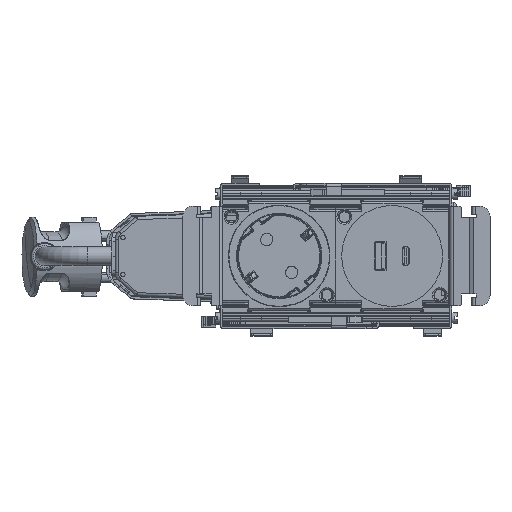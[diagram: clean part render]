
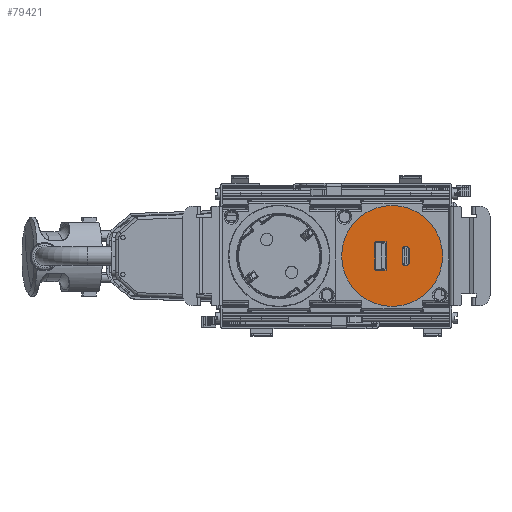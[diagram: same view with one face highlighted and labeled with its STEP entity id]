
A CAD part, top view. The second image highlights one B-rep face of the part: STEP entity #79421.
In plain terms, the highlighted planar face has unit normal (0, 0, 1).
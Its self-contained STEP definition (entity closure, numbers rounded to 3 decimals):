
#78840=AXIS2_PLACEMENT_3D('Circle Axis2P3D',#78838,#78839,$) ;
#78950=AXIS2_PLACEMENT_3D('Circle Axis2P3D',#78948,#78949,$) ;
#79060=AXIS2_PLACEMENT_3D('Circle Axis2P3D',#79058,#79059,$) ;
#79154=AXIS2_PLACEMENT_3D('Circle Axis2P3D',#79152,#79153,$) ;
#79180=AXIS2_PLACEMENT_3D('Circle Axis2P3D',#79178,#79179,$) ;
#79206=AXIS2_PLACEMENT_3D('Circle Axis2P3D',#79204,#79205,$) ;
#79339=AXIS2_PLACEMENT_3D('Plane Axis2P3D',#79336,#79337,#79338) ;
#79347=AXIS2_PLACEMENT_3D('Circle Axis2P3D',#79345,#79346,$) ;
#79363=AXIS2_PLACEMENT_3D('Circle Axis2P3D',#79361,#79362,$) ;
#79377=AXIS2_PLACEMENT_3D('Circle Axis2P3D',#79375,#79376,$) ;
#79391=AXIS2_PLACEMENT_3D('Circle Axis2P3D',#79389,#79390,$) ;
#78773=CARTESIAN_POINT('Vertex',(56.122,6.1,86.956)) ;
#78776=CARTESIAN_POINT('Line Origine',(56.122,0.,86.956)) ;
#78780=CARTESIAN_POINT('Vertex',(56.122,-6.1,86.956)) ;
#78835=CARTESIAN_POINT('Vertex',(56.522,6.5,86.956)) ;
#78838=CARTESIAN_POINT('Axis2P3D Location',(56.522,6.1,86.956)) ;
#78890=CARTESIAN_POINT('Vertex',(61.322,6.5,86.956)) ;
#78893=CARTESIAN_POINT('Line Origine',(64.122,6.5,86.956)) ;
#78945=CARTESIAN_POINT('Vertex',(61.722,6.1,86.956)) ;
#78948=CARTESIAN_POINT('Axis2P3D Location',(61.322,6.1,86.956)) ;
#79000=CARTESIAN_POINT('Vertex',(61.722,-6.1,86.956)) ;
#79003=CARTESIAN_POINT('Line Origine',(61.722,0.,86.956)) ;
#79055=CARTESIAN_POINT('Vertex',(61.322,-6.5,86.956)) ;
#79058=CARTESIAN_POINT('Axis2P3D Location',(61.322,-6.1,86.956)) ;
#79110=CARTESIAN_POINT('Vertex',(56.522,-6.5,86.956)) ;
#79113=CARTESIAN_POINT('Line Origine',(64.122,-6.5,86.956)) ;
#79152=CARTESIAN_POINT('Axis2P3D Location',(56.522,-6.1,86.956)) ;
#79173=CARTESIAN_POINT('Vertex',(40.872,0.,86.956)) ;
#79178=CARTESIAN_POINT('Axis2P3D Location',(64.122,0.,86.956)) ;
#79182=CARTESIAN_POINT('Vertex',(87.372,0.,86.956)) ;
#79204=CARTESIAN_POINT('Axis2P3D Location',(64.122,0.,86.956)) ;
#79336=CARTESIAN_POINT('Axis2P3D Location',(64.122,0.,86.956)) ;
#79345=CARTESIAN_POINT('Axis2P3D Location',(70.122,3.2,86.956)) ;
#79349=CARTESIAN_POINT('Vertex',(70.122,4.4,86.956)) ;
#79351=CARTESIAN_POINT('Vertex',(68.922,3.2,86.956)) ;
#79354=CARTESIAN_POINT('Line Origine',(70.422,4.4,86.956)) ;
#79358=CARTESIAN_POINT('Vertex',(70.722,4.4,86.956)) ;
#79361=CARTESIAN_POINT('Axis2P3D Location',(70.722,3.2,86.956)) ;
#79365=CARTESIAN_POINT('Vertex',(71.922,3.2,86.956)) ;
#79368=CARTESIAN_POINT('Line Origine',(71.922,0.,86.956)) ;
#79372=CARTESIAN_POINT('Vertex',(71.922,-3.2,86.956)) ;
#79375=CARTESIAN_POINT('Axis2P3D Location',(70.722,-3.2,86.956)) ;
#79379=CARTESIAN_POINT('Vertex',(70.722,-4.4,86.956)) ;
#79382=CARTESIAN_POINT('Line Origine',(70.422,-4.4,86.956)) ;
#79386=CARTESIAN_POINT('Vertex',(70.122,-4.4,86.956)) ;
#79389=CARTESIAN_POINT('Axis2P3D Location',(70.122,-3.2,86.956)) ;
#79393=CARTESIAN_POINT('Vertex',(68.922,-3.2,86.956)) ;
#79396=CARTESIAN_POINT('Line Origine',(68.922,0.,86.956)) ;
#78777=DIRECTION('Vector Direction',(0.,-1.,0.)) ;
#78839=DIRECTION('Axis2P3D Direction',(0.,0.,-1.)) ;
#78894=DIRECTION('Vector Direction',(-1.,0.,0.)) ;
#78949=DIRECTION('Axis2P3D Direction',(0.,0.,-1.)) ;
#79004=DIRECTION('Vector Direction',(0.,1.,0.)) ;
#79059=DIRECTION('Axis2P3D Direction',(0.,0.,-1.)) ;
#79114=DIRECTION('Vector Direction',(1.,0.,0.)) ;
#79153=DIRECTION('Axis2P3D Direction',(-0.,0.,-1.)) ;
#79179=DIRECTION('Axis2P3D Direction',(-0.,0.,-1.)) ;
#79205=DIRECTION('Axis2P3D Direction',(-0.,0.,-1.)) ;
#79337=DIRECTION('Axis2P3D Direction',(-0.,0.,-1.)) ;
#79338=DIRECTION('Axis2P3D XDirection',(-1.,0.,0.)) ;
#79346=DIRECTION('Axis2P3D Direction',(-0.,0.,-1.)) ;
#79355=DIRECTION('Vector Direction',(-1.,0.,0.)) ;
#79362=DIRECTION('Axis2P3D Direction',(-0.,0.,-1.)) ;
#79369=DIRECTION('Vector Direction',(0.,1.,0.)) ;
#79376=DIRECTION('Axis2P3D Direction',(-0.,0.,-1.)) ;
#79383=DIRECTION('Vector Direction',(1.,0.,0.)) ;
#79390=DIRECTION('Axis2P3D Direction',(-0.,0.,-1.)) ;
#79397=DIRECTION('Vector Direction',(0.,-1.,0.)) ;
#78778=VECTOR('Line Direction',#78777,1.) ;
#78895=VECTOR('Line Direction',#78894,1.) ;
#79005=VECTOR('Line Direction',#79004,1.) ;
#79115=VECTOR('Line Direction',#79114,1.) ;
#79356=VECTOR('Line Direction',#79355,1.) ;
#79370=VECTOR('Line Direction',#79369,1.) ;
#79384=VECTOR('Line Direction',#79383,1.) ;
#79398=VECTOR('Line Direction',#79397,1.) ;
#79342=ORIENTED_EDGE('',*,*,#79184,.F.) ;
#79343=ORIENTED_EDGE('',*,*,#79208,.F.) ;
#79402=ORIENTED_EDGE('',*,*,#79353,.F.) ;
#79403=ORIENTED_EDGE('',*,*,#79360,.F.) ;
#79404=ORIENTED_EDGE('',*,*,#79367,.F.) ;
#79405=ORIENTED_EDGE('',*,*,#79374,.F.) ;
#79406=ORIENTED_EDGE('',*,*,#79381,.F.) ;
#79407=ORIENTED_EDGE('',*,*,#79388,.F.) ;
#79408=ORIENTED_EDGE('',*,*,#79395,.F.) ;
#79409=ORIENTED_EDGE('',*,*,#79400,.F.) ;
#79412=ORIENTED_EDGE('',*,*,#78842,.F.) ;
#79413=ORIENTED_EDGE('',*,*,#78897,.F.) ;
#79414=ORIENTED_EDGE('',*,*,#78952,.F.) ;
#79415=ORIENTED_EDGE('',*,*,#79007,.F.) ;
#79416=ORIENTED_EDGE('',*,*,#79062,.F.) ;
#79417=ORIENTED_EDGE('',*,*,#79117,.F.) ;
#79418=ORIENTED_EDGE('',*,*,#79156,.F.) ;
#79419=ORIENTED_EDGE('',*,*,#78782,.F.) ;
#79410=FACE_BOUND('',#79401,.T.) ;
#79420=FACE_BOUND('',#79411,.T.) ;
#79421=ADVANCED_FACE('Prise DISCEO RJ45.1\\USB_upper_housing-FR-20190629.1\\Corps principal',(#79344,#79410,#79420),#79340,.F.) ;
#78841=CIRCLE('generated circle',#78840,0.4) ;
#78951=CIRCLE('generated circle',#78950,0.4) ;
#79061=CIRCLE('generated circle',#79060,0.4) ;
#79155=CIRCLE('generated circle',#79154,0.4) ;
#79181=CIRCLE('generated circle',#79180,23.25) ;
#79207=CIRCLE('generated circle',#79206,23.25) ;
#79348=CIRCLE('generated circle',#79347,1.2) ;
#79364=CIRCLE('generated circle',#79363,1.2) ;
#79378=CIRCLE('generated circle',#79377,1.2) ;
#79392=CIRCLE('generated circle',#79391,1.2) ;
#78782=EDGE_CURVE('',#78774,#78781,#78779,.T.) ;
#78842=EDGE_CURVE('',#78836,#78774,#78841,.F.) ;
#78897=EDGE_CURVE('',#78891,#78836,#78896,.T.) ;
#78952=EDGE_CURVE('',#78946,#78891,#78951,.F.) ;
#79007=EDGE_CURVE('',#79001,#78946,#79006,.T.) ;
#79062=EDGE_CURVE('',#79056,#79001,#79061,.F.) ;
#79117=EDGE_CURVE('',#79111,#79056,#79116,.T.) ;
#79156=EDGE_CURVE('',#78781,#79111,#79155,.F.) ;
#79184=EDGE_CURVE('',#79174,#79183,#79181,.T.) ;
#79208=EDGE_CURVE('',#79183,#79174,#79207,.T.) ;
#79353=EDGE_CURVE('',#79350,#79352,#79348,.F.) ;
#79360=EDGE_CURVE('',#79359,#79350,#79357,.T.) ;
#79367=EDGE_CURVE('',#79366,#79359,#79364,.F.) ;
#79374=EDGE_CURVE('',#79373,#79366,#79371,.T.) ;
#79381=EDGE_CURVE('',#79380,#79373,#79378,.F.) ;
#79388=EDGE_CURVE('',#79387,#79380,#79385,.T.) ;
#79395=EDGE_CURVE('',#79394,#79387,#79392,.F.) ;
#79400=EDGE_CURVE('',#79352,#79394,#79399,.T.) ;
#79341=EDGE_LOOP('',(#79342,#79343)) ;
#79401=EDGE_LOOP('',(#79402,#79403,#79404,#79405,#79406,#79407,#79408,#79409)) ;
#79411=EDGE_LOOP('',(#79412,#79413,#79414,#79415,#79416,#79417,#79418,#79419)) ;
#79344=FACE_OUTER_BOUND('',#79341,.T.) ;
#78779=LINE('Line',#78776,#78778) ;
#78896=LINE('Line',#78893,#78895) ;
#79006=LINE('Line',#79003,#79005) ;
#79116=LINE('Line',#79113,#79115) ;
#79357=LINE('Line',#79354,#79356) ;
#79371=LINE('Line',#79368,#79370) ;
#79385=LINE('Line',#79382,#79384) ;
#79399=LINE('Line',#79396,#79398) ;
#79340=PLANE('',#79339) ;
#78774=VERTEX_POINT('',#78773) ;
#78781=VERTEX_POINT('',#78780) ;
#78836=VERTEX_POINT('',#78835) ;
#78891=VERTEX_POINT('',#78890) ;
#78946=VERTEX_POINT('',#78945) ;
#79001=VERTEX_POINT('',#79000) ;
#79056=VERTEX_POINT('',#79055) ;
#79111=VERTEX_POINT('',#79110) ;
#79174=VERTEX_POINT('',#79173) ;
#79183=VERTEX_POINT('',#79182) ;
#79350=VERTEX_POINT('',#79349) ;
#79352=VERTEX_POINT('',#79351) ;
#79359=VERTEX_POINT('',#79358) ;
#79366=VERTEX_POINT('',#79365) ;
#79373=VERTEX_POINT('',#79372) ;
#79380=VERTEX_POINT('',#79379) ;
#79387=VERTEX_POINT('',#79386) ;
#79394=VERTEX_POINT('',#79393) ;
